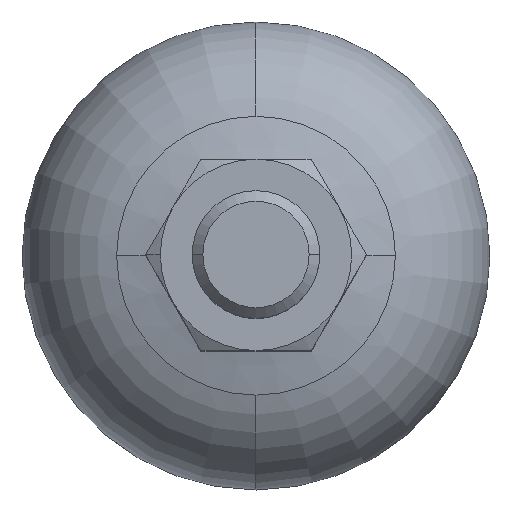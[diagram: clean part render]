
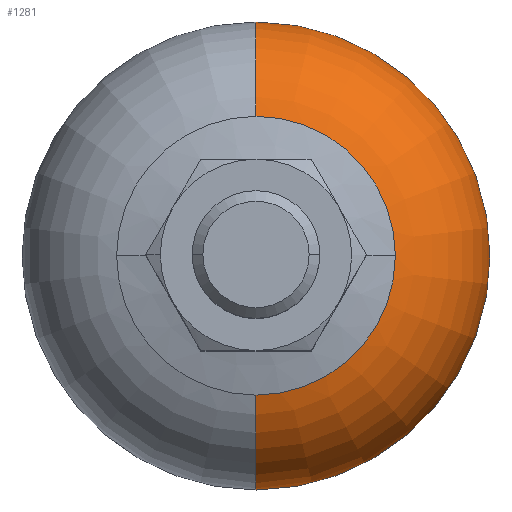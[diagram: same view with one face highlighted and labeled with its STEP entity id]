
A CAD part, top view. The second image highlights one B-rep face of the part: STEP entity #1281.
In plain terms, the highlighted toroidal (fillet/blend) face has major radius 10 mm and minor radius 12 mm.
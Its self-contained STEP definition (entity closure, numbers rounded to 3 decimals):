
#193 = VERTEX_POINT ( 'NONE', #1455 ) ;
#207 = DIRECTION ( 'NONE',  ( 0., 0., 1. ) ) ;
#214 = VERTEX_POINT ( 'NONE', #383 ) ;
#287 = CIRCLE ( 'NONE', #2642, 22. ) ;
#335 = CIRCLE ( 'NONE', #515, 13.106 ) ;
#383 = CARTESIAN_POINT ( 'NONE',  ( 0., -13.106, 16.591 ) ) ;
#391 = CARTESIAN_POINT ( 'NONE',  ( 0., 0., 16.591 ) ) ;
#425 = ORIENTED_EDGE ( 'NONE', *, *, #973, .T. ) ;
#515 = AXIS2_PLACEMENT_3D ( 'NONE', #391, #1889, #2090 ) ;
#583 = TOROIDAL_SURFACE ( 'NONE', #1646, 10., 12. ) ;
#656 = AXIS2_PLACEMENT_3D ( 'NONE', #1228, #2282, #1439 ) ;
#666 = EDGE_CURVE ( 'NONE', #1458, #2671, #2536, .T. ) ;
#682 = CARTESIAN_POINT ( 'NONE',  ( 0., -22., 5. ) ) ;
#711 = EDGE_LOOP ( 'NONE', ( #715, #2508, #1851, #1078, #2594, #425 ) ) ;
#715 = ORIENTED_EDGE ( 'NONE', *, *, #1032, .T. ) ;
#810 = DIRECTION ( 'NONE',  ( -1., 0., 0. ) ) ;
#881 = AXIS2_PLACEMENT_3D ( 'NONE', #1708, #1495, #1722 ) ;
#947 = CARTESIAN_POINT ( 'NONE',  ( 0., 22., 5. ) ) ;
#973 = EDGE_CURVE ( 'NONE', #1458, #193, #335, .T. ) ;
#1011 = VERTEX_POINT ( 'NONE', #1878 ) ;
#1032 = EDGE_CURVE ( 'NONE', #193, #214, #1907, .T. ) ;
#1054 = FACE_OUTER_BOUND ( 'NONE', #711, .T. ) ;
#1078 = ORIENTED_EDGE ( 'NONE', *, *, #1335, .T. ) ;
#1117 = DIRECTION ( 'NONE',  ( 0., 1., 0. ) ) ;
#1136 = AXIS2_PLACEMENT_3D ( 'NONE', #2164, #2540, #1332 ) ;
#1228 = CARTESIAN_POINT ( 'NONE',  ( 0., 0., 16.591 ) ) ;
#1281 = ADVANCED_FACE ( 'NONE', ( #1054 ), #583, .T. ) ;
#1332 = DIRECTION ( 'NONE',  ( -1., 0., 0. ) ) ;
#1335 = EDGE_CURVE ( 'NONE', #1011, #2671, #2591, .T. ) ;
#1439 = DIRECTION ( 'NONE',  ( -1., 0., 0. ) ) ;
#1455 = CARTESIAN_POINT ( 'NONE',  ( 13.106, 0., 16.591 ) ) ;
#1458 = VERTEX_POINT ( 'NONE', #2534 ) ;
#1495 = DIRECTION ( 'NONE',  ( 1., 0., 0. ) ) ;
#1516 = VERTEX_POINT ( 'NONE', #682 ) ;
#1646 = AXIS2_PLACEMENT_3D ( 'NONE', #1738, #2532, #1117 ) ;
#1708 = CARTESIAN_POINT ( 'NONE',  ( 0., -10., 5. ) ) ;
#1716 = DIRECTION ( 'NONE',  ( -1., 0., 0. ) ) ;
#1722 = DIRECTION ( 'NONE',  ( 0., 0., -1. ) ) ;
#1738 = CARTESIAN_POINT ( 'NONE',  ( 0., 0., 5. ) ) ;
#1851 = ORIENTED_EDGE ( 'NONE', *, *, #2248, .T. ) ;
#1878 = CARTESIAN_POINT ( 'NONE',  ( 22., 0., 5. ) ) ;
#1889 = DIRECTION ( 'NONE',  ( 0., 0., -1. ) ) ;
#1907 = CIRCLE ( 'NONE', #656, 13.106 ) ;
#1938 = EDGE_CURVE ( 'NONE', #214, #1516, #2430, .T. ) ;
#2081 = CARTESIAN_POINT ( 'NONE',  ( 0., 10., 5. ) ) ;
#2090 = DIRECTION ( 'NONE',  ( -1., 0., 0. ) ) ;
#2164 = CARTESIAN_POINT ( 'NONE',  ( 0., 0., 5. ) ) ;
#2248 = EDGE_CURVE ( 'NONE', #1516, #1011, #287, .T. ) ;
#2281 = DIRECTION ( 'NONE',  ( 0., 0., 1. ) ) ;
#2282 = DIRECTION ( 'NONE',  ( 0., 0., -1. ) ) ;
#2308 = AXIS2_PLACEMENT_3D ( 'NONE', #2081, #810, #2281 ) ;
#2430 = CIRCLE ( 'NONE', #881, 12. ) ;
#2508 = ORIENTED_EDGE ( 'NONE', *, *, #1938, .T. ) ;
#2510 = CARTESIAN_POINT ( 'NONE',  ( 0., 0., 5. ) ) ;
#2532 = DIRECTION ( 'NONE',  ( 0., 0., -1. ) ) ;
#2534 = CARTESIAN_POINT ( 'NONE',  ( 0., 13.106, 16.591 ) ) ;
#2536 = CIRCLE ( 'NONE', #2308, 12. ) ;
#2540 = DIRECTION ( 'NONE',  ( 0., 0., 1. ) ) ;
#2591 = CIRCLE ( 'NONE', #1136, 22. ) ;
#2594 = ORIENTED_EDGE ( 'NONE', *, *, #666, .F. ) ;
#2642 = AXIS2_PLACEMENT_3D ( 'NONE', #2510, #207, #1716 ) ;
#2671 = VERTEX_POINT ( 'NONE', #947 ) ;
